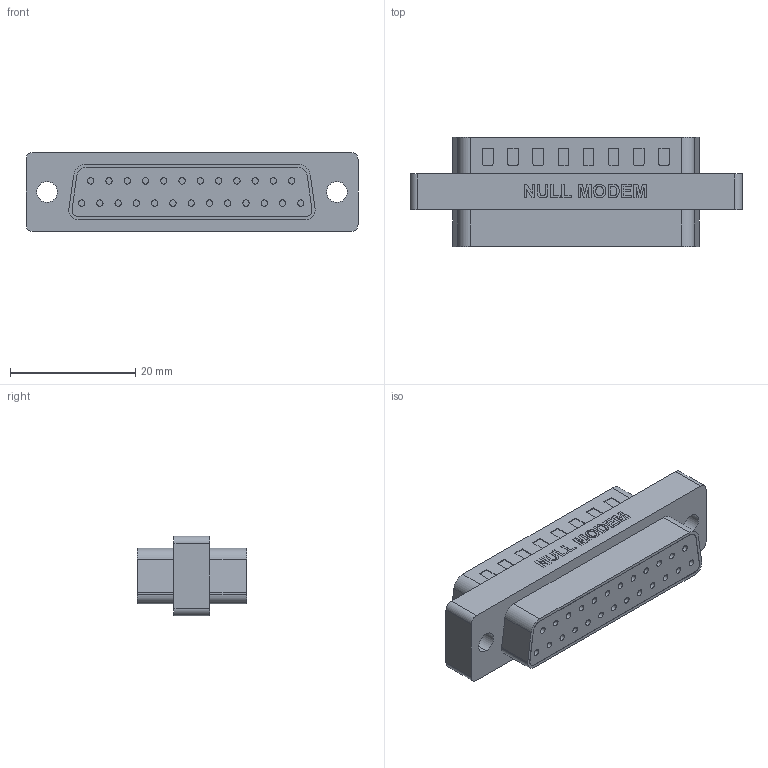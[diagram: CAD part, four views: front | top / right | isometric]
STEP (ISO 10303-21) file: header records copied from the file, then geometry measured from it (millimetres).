
FILE_DESCRIPTION (( 'STEP AP203' ), '1' );
FILE_NAME ('DMA070MF.STEP', '2006-06-30T20:13:49', ( ' ' ), ( ' ' ), 'SwSTEP 2.0', 'SolidWorks 2005354', '' );
FILE_SCHEMA (( 'CONFIG_CONTROL_DESIGN' ));
Length unit declared in the file: inch
Products named in the file (4): DMA070MF; DMA070MF-MA2; DMA070MF-MA1
Assembly tree (3 placements, depth 2):
  DMA070MF
    DMA070MF-MA2
    DMA070MF-MA1
    DMA070MF
Bounding box: 53.09 x 17.45 x 12.7 mm (x, y, z)
Volume: 6057 mm3; surface area: 5663.9 mm2
Topology: 3 solids, 3 shells, 670 faces, 1782 edges, 1182 vertices
Faces by surface type: plane 325, cylinder 256, bspline 71, torus 18
Entity records: 27788 total; most frequent: CARTESIAN_POINT 10441, ORIENTED_EDGE 3564, DIRECTION 3398, EDGE_CURVE 1782, VERTEX_POINT 1182, AXIS2_PLACEMENT_3D 1153, VECTOR 1092, LINE 1092
